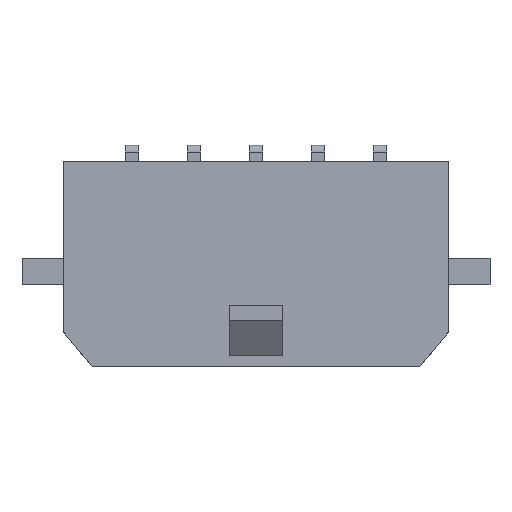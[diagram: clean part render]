
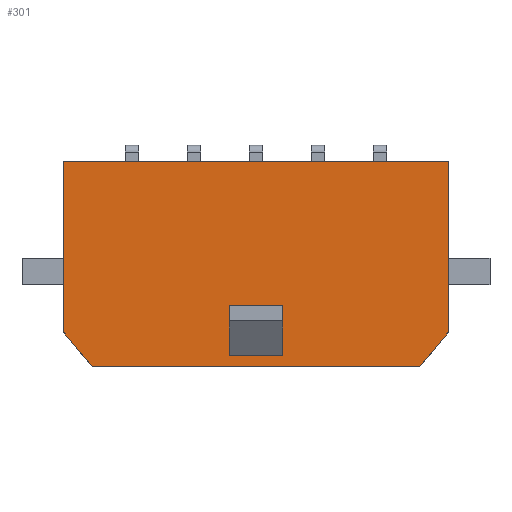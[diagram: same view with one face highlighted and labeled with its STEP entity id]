
A CAD part, top view. The second image highlights one B-rep face of the part: STEP entity #301.
In plain terms, the highlighted planar face has unit normal (0, 0, 1).
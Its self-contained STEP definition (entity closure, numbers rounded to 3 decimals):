
#301=ADVANCED_FACE('',(#645,#646),#487,.T.);
#487=PLANE('',#3503);
#645=FACE_BOUND('',#675,.T.);
#646=FACE_BOUND('',#676,.T.);
#675=EDGE_LOOP('',(#995,#996,#997,#998,#999,#1000));
#676=EDGE_LOOP('',(#1001,#1002,#1003,#1004));
#995=ORIENTED_EDGE('',*,*,#2239,.F.);
#996=ORIENTED_EDGE('',*,*,#2222,.F.);
#997=ORIENTED_EDGE('',*,*,#2268,.T.);
#998=ORIENTED_EDGE('',*,*,#2231,.T.);
#999=ORIENTED_EDGE('',*,*,#2236,.F.);
#1000=ORIENTED_EDGE('',*,*,#2263,.F.);
#1001=ORIENTED_EDGE('',*,*,#2269,.T.);
#1002=ORIENTED_EDGE('',*,*,#2270,.T.);
#1003=ORIENTED_EDGE('',*,*,#2271,.F.);
#1004=ORIENTED_EDGE('',*,*,#2272,.F.);
#1902=VERTEX_POINT('',#4806);
#1903=VERTEX_POINT('',#4808);
#1911=VERTEX_POINT('',#4825);
#1912=VERTEX_POINT('',#4827);
#1915=VERTEX_POINT('',#4835);
#1916=VERTEX_POINT('',#4839);
#1943=VERTEX_POINT('',#4900);
#1944=VERTEX_POINT('',#4901);
#1945=VERTEX_POINT('',#4903);
#1946=VERTEX_POINT('',#4905);
#2222=EDGE_CURVE('',#1902,#1903,#2707,.T.);
#2231=EDGE_CURVE('',#1912,#1911,#2716,.T.);
#2236=EDGE_CURVE('',#1915,#1911,#2721,.T.);
#2239=EDGE_CURVE('',#1903,#1916,#2724,.T.);
#2263=EDGE_CURVE('',#1916,#1915,#2748,.T.);
#2268=EDGE_CURVE('',#1902,#1912,#2753,.T.);
#2269=EDGE_CURVE('',#1943,#1944,#2754,.T.);
#2270=EDGE_CURVE('',#1944,#1945,#2755,.T.);
#2271=EDGE_CURVE('',#1946,#1945,#2756,.T.);
#2272=EDGE_CURVE('',#1943,#1946,#2757,.T.);
#2707=LINE('',#4807,#3140);
#2716=LINE('',#4826,#3149);
#2721=LINE('',#4836,#3154);
#2724=LINE('',#4842,#3157);
#2748=LINE('',#4890,#3181);
#2753=LINE('',#4898,#3186);
#2754=LINE('',#4899,#3187);
#2755=LINE('',#4902,#3188);
#2756=LINE('',#4904,#3189);
#2757=LINE('',#4906,#3190);
#3140=VECTOR('',#3826,1.);
#3149=VECTOR('',#3837,1.);
#3154=VECTOR('',#3844,1.);
#3157=VECTOR('',#3849,1.);
#3181=VECTOR('',#3875,1.);
#3186=VECTOR('',#3882,1.);
#3187=VECTOR('',#3883,1.);
#3188=VECTOR('',#3884,1.);
#3189=VECTOR('',#3885,1.);
#3190=VECTOR('',#3886,1.);
#3503=AXIS2_PLACEMENT_3D('',#4907,#3887,#3888);
#3826=DIRECTION('',(0.,-1.,0.));
#3837=DIRECTION('',(0.,-1.,0.));
#3844=DIRECTION('',(-0.643,0.766,0.));
#3849=DIRECTION('',(-0.643,-0.766,0.));
#3875=DIRECTION('',(-1.,0.,0.));
#3882=DIRECTION('',(-1.,0.,0.));
#3883=DIRECTION('',(-1.,0.,0.));
#3884=DIRECTION('',(0.,1.,0.));
#3885=DIRECTION('',(-1.,0.,0.));
#3886=DIRECTION('',(0.,1.,0.));
#3887=DIRECTION('',(0.,0.,1.));
#3888=DIRECTION('',(1.,0.,0.));
#4806=CARTESIAN_POINT('',(9.32,9.9,3.86));
#4807=CARTESIAN_POINT('',(9.32,9.9,3.86));
#4808=CARTESIAN_POINT('',(9.32,1.668,3.86));
#4825=CARTESIAN_POINT('',(-9.32,1.668,3.86));
#4826=CARTESIAN_POINT('',(-9.32,9.9,3.86));
#4827=CARTESIAN_POINT('',(-9.32,9.9,3.86));
#4835=CARTESIAN_POINT('',(-7.92,0.,3.86));
#4836=CARTESIAN_POINT('',(-7.92,0.,3.86));
#4839=CARTESIAN_POINT('',(7.92,0.,3.86));
#4842=CARTESIAN_POINT('',(9.32,1.668,3.86));
#4890=CARTESIAN_POINT('',(9.32,0.,3.86));
#4898=CARTESIAN_POINT('',(9.32,9.9,3.86));
#4899=CARTESIAN_POINT('',(1.3,0.54,3.86));
#4900=CARTESIAN_POINT('',(1.3,0.54,3.86));
#4901=CARTESIAN_POINT('',(-1.3,0.54,3.86));
#4902=CARTESIAN_POINT('',(-1.3,0.54,3.86));
#4903=CARTESIAN_POINT('',(-1.3,2.95,3.86));
#4904=CARTESIAN_POINT('',(1.3,2.95,3.86));
#4905=CARTESIAN_POINT('',(1.3,2.95,3.86));
#4906=CARTESIAN_POINT('',(1.3,0.54,3.86));
#4907=CARTESIAN_POINT('',(9.32,9.9,3.86));
